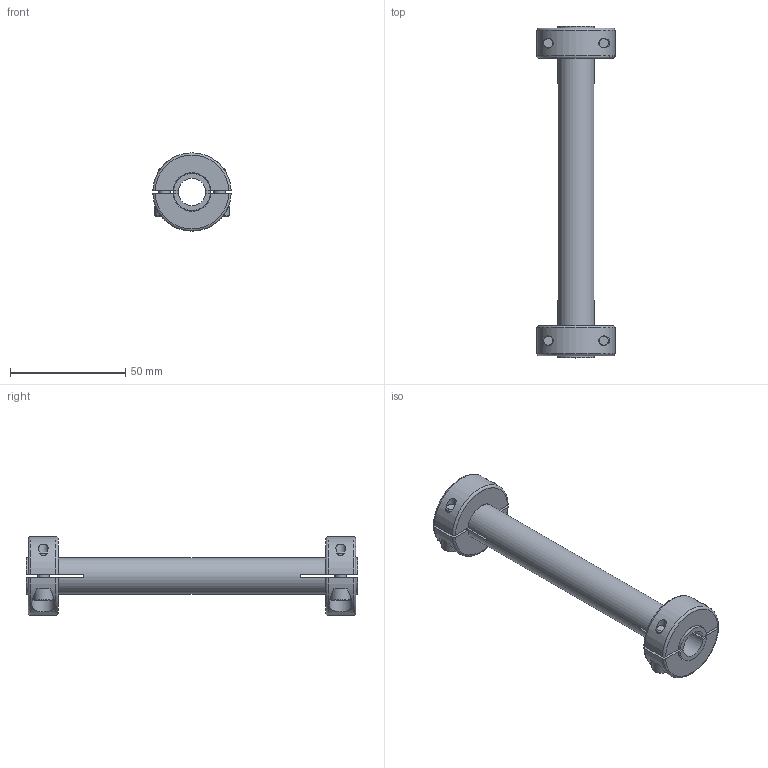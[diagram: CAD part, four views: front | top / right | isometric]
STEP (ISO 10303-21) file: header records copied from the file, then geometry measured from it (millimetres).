
FILE_DESCRIPTION(/* description */ ('Unknown'),/* implementation_level */ '2;1');
FILE_NAME(/* name */ 'A-0000119-Drehmomentwelle-d12-D16',/* time_stamp */ '2020-03-19T14:46:59+01:00',/* author */ ('Unknown'),/* organization */ ('Unknown'),/* preprocessor_version */ 'ST-DEVELOPER v16.7',/* originating_system */ 'Solid Edge',/* authorisation */ 'Unknown');
FILE_SCHEMA (('AUTOMOTIVE_DESIGN {1 0 10303 214 3 1 1}'));
Length unit declared in the file: millimetre
Products named in the file (1): A-0000119-Drehmomentwelle-d12-D16-dy
Bounding box: 33.98 x 144 x 34 mm (x, y, z)
Volume: 29247 mm3; surface area: 19950.3 mm2
Topology: 1 solids, 1 shells, 134 faces, 330 edges, 216 vertices
Faces by surface type: plane 80, cylinder 30, cone 16, torus 8
Full cylindrical faces by diameter (mm): 5 x4, 5.5 x4, 8.5 x4, 12 x1, 16 x1
Entity records: 3940 total; most frequent: CARTESIAN_POINT 861, DIRECTION 626, ORIENTED_EDGE 592, EDGE_CURVE 296, AXIS2_PLACEMENT_3D 231, VERTEX_POINT 204, EDGE_LOOP 184, FACE_BOUND 184
